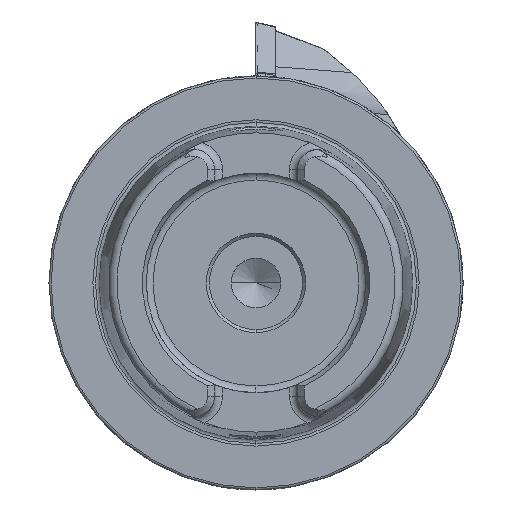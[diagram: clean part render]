
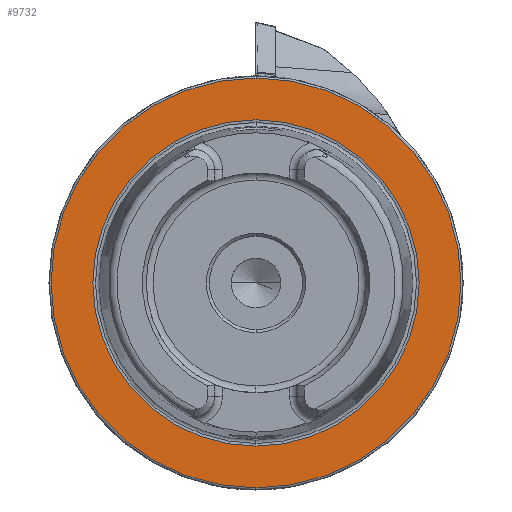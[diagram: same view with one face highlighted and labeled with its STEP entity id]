
A CAD part, left-side view. The second image highlights one B-rep face of the part: STEP entity #9732.
In plain terms, the highlighted planar face has unit normal (-1, 0, 0).
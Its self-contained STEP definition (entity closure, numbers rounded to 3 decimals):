
#797 = CARTESIAN_POINT ( 'NONE',  ( 0., 0., 0. ) ) ;
#798 = DIRECTION ( 'NONE',  ( -1., 0., 0. ) ) ;
#799 = DIRECTION ( 'NONE',  ( 0., 0., 1. ) ) ;
#800 = CARTESIAN_POINT ( 'NONE',  ( 0., 0., 0. ) ) ;
#801 = DIRECTION ( 'NONE',  ( -1., 0., 0. ) ) ;
#802 = DIRECTION ( 'NONE',  ( 0., 0., 1. ) ) ;
#1581 = AXIS2_PLACEMENT_3D ( 'NONE', #800, #801, #802 ) ;
#1582 = AXIS2_PLACEMENT_3D ( 'NONE', #797, #798, #799 ) ;
#1640 = CIRCLE ( 'NONE', #4993, 49.5 ) ;
#1646 = CIRCLE ( 'NONE', #4996, 39.405 ) ;
#1915 = FACE_BOUND ( 'NONE', #6316, .T. ) ;
#1916 = FACE_OUTER_BOUND ( 'NONE', #5717, .T. ) ;
#2957 = EDGE_CURVE ( 'NONE', #4394, #3626, #11826, .T. ) ;
#2958 = EDGE_CURVE ( 'NONE', #4290, #3552, #11828, .T. ) ;
#3552 = VERTEX_POINT ( 'NONE', #11224 ) ;
#3626 = VERTEX_POINT ( 'NONE', #11296 ) ;
#4290 = VERTEX_POINT ( 'NONE', #8298 ) ;
#4394 = VERTEX_POINT ( 'NONE', #8336 ) ;
#4993 = AXIS2_PLACEMENT_3D ( 'NONE', #9118, #9119, #9120 ) ;
#4996 = AXIS2_PLACEMENT_3D ( 'NONE', #9129, #9130, #9131 ) ;
#5252 = AXIS2_PLACEMENT_3D ( 'NONE', #7087, #7088, #7089 ) ;
#5433 = EDGE_CURVE ( 'NONE', #3552, #4290, #1640, .T. ) ;
#5441 = EDGE_CURVE ( 'NONE', #3626, #4394, #1646, .T. ) ;
#5717 = EDGE_LOOP ( 'NONE', ( #10519, #10514 ) ) ;
#6316 = EDGE_LOOP ( 'NONE', ( #10513, #10516 ) ) ;
#7086 = PLANE ( 'NONE',  #5252 ) ;
#7087 = CARTESIAN_POINT ( 'NONE',  ( 0., 49.5, 0. ) ) ;
#7088 = DIRECTION ( 'NONE',  ( 1., 0., 0. ) ) ;
#7089 = DIRECTION ( 'NONE',  ( 0., 0., -1. ) ) ;
#8298 = CARTESIAN_POINT ( 'NONE',  ( 0., 0., -49.5 ) ) ;
#8336 = CARTESIAN_POINT ( 'NONE',  ( 0., 0., 39.405 ) ) ;
#9118 = CARTESIAN_POINT ( 'NONE',  ( 0., 0., 0. ) ) ;
#9119 = DIRECTION ( 'NONE',  ( -1., 0., 0. ) ) ;
#9120 = DIRECTION ( 'NONE',  ( 0., 0., 1. ) ) ;
#9129 = CARTESIAN_POINT ( 'NONE',  ( 0., 0., 0. ) ) ;
#9130 = DIRECTION ( 'NONE',  ( -1., 0., 0. ) ) ;
#9131 = DIRECTION ( 'NONE',  ( 0., 0., 1. ) ) ;
#9732 = ADVANCED_FACE ( 'NONE', ( #1915, #1916 ), #7086, .F. ) ;
#10513 = ORIENTED_EDGE ( 'NONE', *, *, #2957, .F. ) ;
#10514 = ORIENTED_EDGE ( 'NONE', *, *, #2958, .T. ) ;
#10516 = ORIENTED_EDGE ( 'NONE', *, *, #5441, .F. ) ;
#10519 = ORIENTED_EDGE ( 'NONE', *, *, #5433, .T. ) ;
#11224 = CARTESIAN_POINT ( 'NONE',  ( 0., 0., 49.5 ) ) ;
#11296 = CARTESIAN_POINT ( 'NONE',  ( 0., 0., -39.405 ) ) ;
#11826 = CIRCLE ( 'NONE', #1582, 39.405 ) ;
#11828 = CIRCLE ( 'NONE', #1581, 49.5 ) ;
